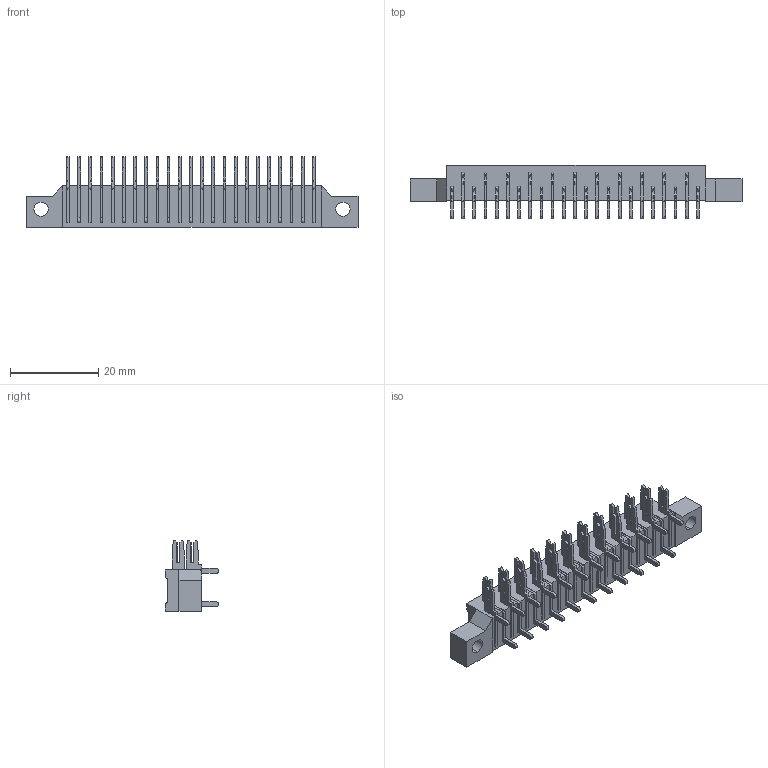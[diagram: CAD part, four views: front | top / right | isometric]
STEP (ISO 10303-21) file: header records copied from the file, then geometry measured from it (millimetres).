
FILE_DESCRIPTION (( 'STEP AP203' ), '1' );
FILE_NAME ('421-023-521-102.STEP', '2019-11-28T19:30:37', ( '' ), ( '' ), 'SwSTEP 2.0', 'SolidWorks 2016', '' );
FILE_SCHEMA (( 'CONFIG_CONTROL_DESIGN' ));
Length unit declared in the file: inch
Products named in the file (4): 421-290-002_121; 421-290-001_121; 421 Part_23; 421-023-521-102
Assembly tree (24 placements, depth 2):
  421-023-521-102
    421 Part_23
    421-290-001_121  x11
    421-290-002_121  x12
Bounding box: 75.44 x 12.17 x 16.05 mm (x, y, z)
Volume: 5072.8 mm3; surface area: 8116.3 mm2
Topology: 24 solids, 24 shells, 824 faces, 2306 edges, 1536 vertices
Faces by surface type: plane 664, cylinder 160
Entity records: 9352 total; most frequent: CARTESIAN_POINT 1495, ORIENTED_EDGE 1456, DIRECTION 1404, EDGE_CURVE 728, VECTOR 618, LINE 618, VERTEX_POINT 484, AXIS2_PLACEMENT_3D 393
